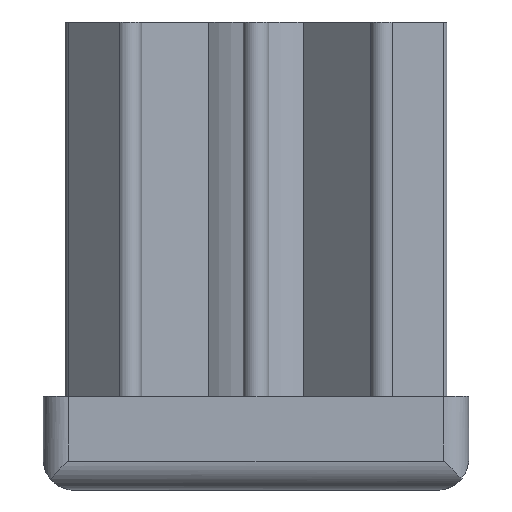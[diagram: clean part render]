
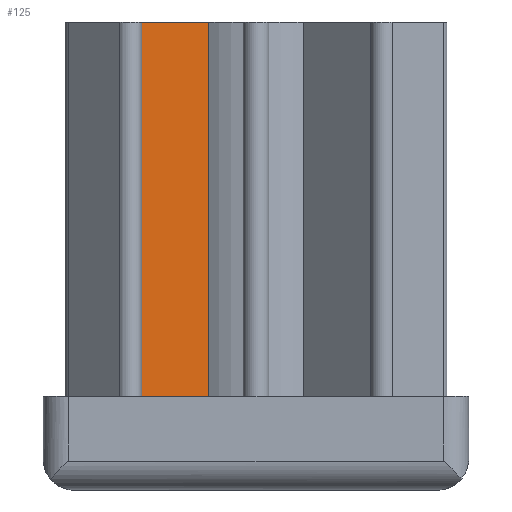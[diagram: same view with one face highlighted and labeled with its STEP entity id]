
A CAD part, front view. The second image highlights one B-rep face of the part: STEP entity #125.
In plain terms, the highlighted planar face has unit normal (0.707, -0.707, 0).
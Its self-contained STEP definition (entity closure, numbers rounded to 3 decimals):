
#125 = ADVANCED_FACE( '', ( #294 ), #295, .F. );
#294 = FACE_OUTER_BOUND( '', #509, .T. );
#295 = PLANE( '', #510 );
#509 = EDGE_LOOP( '', ( #802, #803, #804, #805 ) );
#510 = AXIS2_PLACEMENT_3D( '', #806, #807, #808 );
#802 = ORIENTED_EDGE( '', *, *, #1384, .T. );
#803 = ORIENTED_EDGE( '', *, *, #1385, .T. );
#804 = ORIENTED_EDGE( '', *, *, #1366, .F. );
#805 = ORIENTED_EDGE( '', *, *, #1386, .F. );
#806 = CARTESIAN_POINT( '', ( -15.818, -17.939, 55. ) );
#807 = DIRECTION( '', ( -0.707, 0.707, 0. ) );
#808 = DIRECTION( '', ( -0.707, -0.707, 0. ) );
#1366 = EDGE_CURVE( '', #1664, #1665, #1666, .T. );
#1384 = EDGE_CURVE( '', #1694, #1695, #1696, .T. );
#1385 = EDGE_CURVE( '', #1695, #1665, #1697, .T. );
#1386 = EDGE_CURVE( '', #1694, #1664, #1698, .T. );
#1664 = VERTEX_POINT( '', #2114 );
#1665 = VERTEX_POINT( '', #2115 );
#1666 = LINE( '', #2116, #2117 );
#1694 = VERTEX_POINT( '', #2154 );
#1695 = VERTEX_POINT( '', #2155 );
#1696 = LINE( '', #2156, #2157 );
#1697 = LINE( '', #2158, #2159 );
#1698 = LINE( '', #2160, #2161 );
#2114 = CARTESIAN_POINT( '', ( -5.573, -7.694, 55. ) );
#2115 = CARTESIAN_POINT( '', ( -5.573, -7.694, 11. ) );
#2116 = CARTESIAN_POINT( '', ( -5.573, -7.694, 55. ) );
#2117 = VECTOR( '', #2660, 1000. );
#2154 = CARTESIAN_POINT( '', ( -15.818, -17.939, 55. ) );
#2155 = CARTESIAN_POINT( '', ( -15.818, -17.939, 11. ) );
#2156 = CARTESIAN_POINT( '', ( -15.818, -17.939, 55. ) );
#2157 = VECTOR( '', #2682, 1000. );
#2158 = CARTESIAN_POINT( '', ( -15.818, -17.939, 11. ) );
#2159 = VECTOR( '', #2683, 1000. );
#2160 = CARTESIAN_POINT( '', ( -15.818, -17.939, 55. ) );
#2161 = VECTOR( '', #2684, 1000. );
#2660 = DIRECTION( '', ( 0., 0., -1. ) );
#2682 = DIRECTION( '', ( 0., 0., -1. ) );
#2683 = DIRECTION( '', ( 0.707, 0.707, 0. ) );
#2684 = DIRECTION( '', ( 0.707, 0.707, 0. ) );
